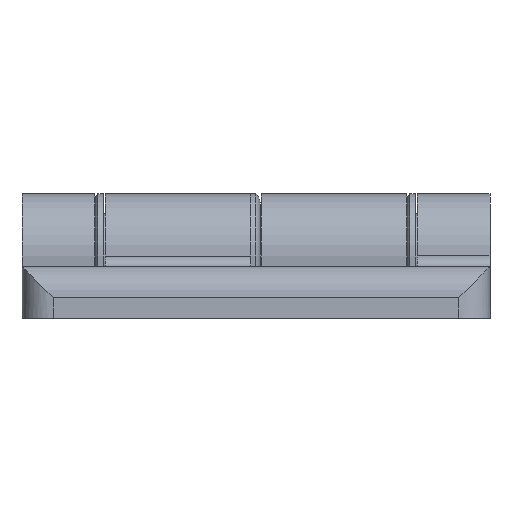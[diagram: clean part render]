
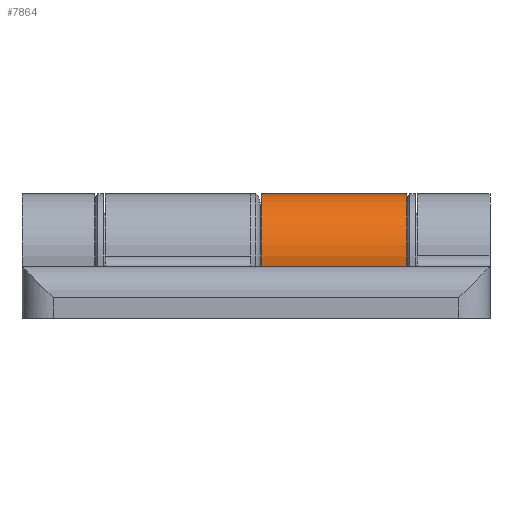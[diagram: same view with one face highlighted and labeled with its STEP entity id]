
A CAD part, left-side view. The second image highlights one B-rep face of the part: STEP entity #7864.
In plain terms, the highlighted cylindrical face has radius 6 mm (diameter 12 mm), a partial arc.
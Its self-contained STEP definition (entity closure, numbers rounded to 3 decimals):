
#5854 = PLANE('',#5855);
#5855 = AXIS2_PLACEMENT_3D('',#5856,#5857,#5858);
#5856 = CARTESIAN_POINT('',(0.,-6.,22.5));
#5857 = DIRECTION('',(0.,1.,0.));
#5858 = DIRECTION('',(0.,-0.,1.));
#6980 = VERTEX_POINT('',#6981);
#6981 = CARTESIAN_POINT('',(0.,-6.,14.5));
#6995 = PLANE('',#6996);
#6996 = AXIS2_PLACEMENT_3D('',#6997,#6998,#6999);
#6997 = CARTESIAN_POINT('',(0.,0.,14.5));
#6998 = DIRECTION('',(0.,0.,1.));
#6999 = DIRECTION('',(1.,0.,-0.));
#7007 = EDGE_CURVE('',#6980,#7008,#7010,.T.);
#7008 = VERTEX_POINT('',#7009);
#7009 = CARTESIAN_POINT('',(0.,-6.,0.5));
#7010 = SURFACE_CURVE('',#7011,(#7015,#7022),.PCURVE_S1.);
#7011 = LINE('',#7012,#7013);
#7012 = CARTESIAN_POINT('',(0.,-6.,22.5));
#7013 = VECTOR('',#7014,1.);
#7014 = DIRECTION('',(0.,0.,-1.));
#7015 = PCURVE('',#5854,#7016);
#7016 = DEFINITIONAL_REPRESENTATION('',(#7017),#7021);
#7017 = LINE('',#7018,#7019);
#7018 = CARTESIAN_POINT('',(0.,0.));
#7019 = VECTOR('',#7020,1.);
#7020 = DIRECTION('',(-1.,0.));
#7021 = ( GEOMETRIC_REPRESENTATION_CONTEXT(2) 
PARAMETRIC_REPRESENTATION_CONTEXT() REPRESENTATION_CONTEXT('2D SPACE',''
  ) );
#7022 = PCURVE('',#7023,#7028);
#7023 = CYLINDRICAL_SURFACE('',#7024,6.);
#7024 = AXIS2_PLACEMENT_3D('',#7025,#7026,#7027);
#7025 = CARTESIAN_POINT('',(0.,0.,22.5));
#7026 = DIRECTION('',(0.,0.,-1.));
#7027 = DIRECTION('',(-1.,0.,0.));
#7028 = DEFINITIONAL_REPRESENTATION('',(#7029),#7033);
#7029 = LINE('',#7030,#7031);
#7030 = CARTESIAN_POINT('',(-1.571,0.));
#7031 = VECTOR('',#7032,1.);
#7032 = DIRECTION('',(0.,1.));
#7033 = ( GEOMETRIC_REPRESENTATION_CONTEXT(2) 
PARAMETRIC_REPRESENTATION_CONTEXT() REPRESENTATION_CONTEXT('2D SPACE',''
  ) );
#7051 = PLANE('',#7052);
#7052 = AXIS2_PLACEMENT_3D('',#7053,#7054,#7055);
#7053 = CARTESIAN_POINT('',(0.,0.,0.5));
#7054 = DIRECTION('',(0.,0.,1.));
#7055 = DIRECTION('',(1.,0.,-0.));
#7777 = CYLINDRICAL_SURFACE('',#7778,1.);
#7778 = AXIS2_PLACEMENT_3D('',#7779,#7780,#7781);
#7779 = CARTESIAN_POINT('',(7.,0.,22.5));
#7780 = DIRECTION('',(0.,0.,-1.));
#7781 = DIRECTION('',(-1.,0.,0.));
#7797 = VERTEX_POINT('',#7798);
#7798 = CARTESIAN_POINT('',(6.,0.,14.5));
#7820 = EDGE_CURVE('',#7797,#7821,#7823,.T.);
#7821 = VERTEX_POINT('',#7822);
#7822 = CARTESIAN_POINT('',(6.,0.,0.5));
#7823 = SURFACE_CURVE('',#7824,(#7828,#7835),.PCURVE_S1.);
#7824 = LINE('',#7825,#7826);
#7825 = CARTESIAN_POINT('',(6.,0.,22.5));
#7826 = VECTOR('',#7827,1.);
#7827 = DIRECTION('',(0.,0.,-1.));
#7828 = PCURVE('',#7777,#7829);
#7829 = DEFINITIONAL_REPRESENTATION('',(#7830),#7834);
#7830 = LINE('',#7831,#7832);
#7831 = CARTESIAN_POINT('',(6.283,0.));
#7832 = VECTOR('',#7833,1.);
#7833 = DIRECTION('',(0.,1.));
#7834 = ( GEOMETRIC_REPRESENTATION_CONTEXT(2) 
PARAMETRIC_REPRESENTATION_CONTEXT() REPRESENTATION_CONTEXT('2D SPACE',''
  ) );
#7835 = PCURVE('',#7023,#7836);
#7836 = DEFINITIONAL_REPRESENTATION('',(#7837),#7841);
#7837 = LINE('',#7838,#7839);
#7838 = CARTESIAN_POINT('',(3.142,0.));
#7839 = VECTOR('',#7840,1.);
#7840 = DIRECTION('',(0.,1.));
#7841 = ( GEOMETRIC_REPRESENTATION_CONTEXT(2) 
PARAMETRIC_REPRESENTATION_CONTEXT() REPRESENTATION_CONTEXT('2D SPACE',''
  ) );
#7864 = ADVANCED_FACE('',(#7865),#7023,.T.);
#7865 = FACE_BOUND('',#7866,.T.);
#7866 = EDGE_LOOP('',(#7867,#7868,#7890,#7891));
#7867 = ORIENTED_EDGE('',*,*,#7820,.T.);
#7868 = ORIENTED_EDGE('',*,*,#7869,.T.);
#7869 = EDGE_CURVE('',#7821,#7008,#7870,.T.);
#7870 = SURFACE_CURVE('',#7871,(#7876,#7883),.PCURVE_S1.);
#7871 = CIRCLE('',#7872,6.);
#7872 = AXIS2_PLACEMENT_3D('',#7873,#7874,#7875);
#7873 = CARTESIAN_POINT('',(0.,0.,0.5));
#7874 = DIRECTION('',(0.,0.,1.));
#7875 = DIRECTION('',(1.,0.,-0.));
#7876 = PCURVE('',#7023,#7877);
#7877 = DEFINITIONAL_REPRESENTATION('',(#7878),#7882);
#7878 = LINE('',#7879,#7880);
#7879 = CARTESIAN_POINT('',(3.142,22.));
#7880 = VECTOR('',#7881,1.);
#7881 = DIRECTION('',(-1.,0.));
#7882 = ( GEOMETRIC_REPRESENTATION_CONTEXT(2) 
PARAMETRIC_REPRESENTATION_CONTEXT() REPRESENTATION_CONTEXT('2D SPACE',''
  ) );
#7883 = PCURVE('',#7051,#7884);
#7884 = DEFINITIONAL_REPRESENTATION('',(#7885),#7889);
#7885 = CIRCLE('',#7886,6.);
#7886 = AXIS2_PLACEMENT_2D('',#7887,#7888);
#7887 = CARTESIAN_POINT('',(0.,0.));
#7888 = DIRECTION('',(1.,0.));
#7889 = ( GEOMETRIC_REPRESENTATION_CONTEXT(2) 
PARAMETRIC_REPRESENTATION_CONTEXT() REPRESENTATION_CONTEXT('2D SPACE',''
  ) );
#7890 = ORIENTED_EDGE('',*,*,#7007,.F.);
#7891 = ORIENTED_EDGE('',*,*,#7892,.F.);
#7892 = EDGE_CURVE('',#7797,#6980,#7893,.T.);
#7893 = SURFACE_CURVE('',#7894,(#7899,#7906),.PCURVE_S1.);
#7894 = CIRCLE('',#7895,6.);
#7895 = AXIS2_PLACEMENT_3D('',#7896,#7897,#7898);
#7896 = CARTESIAN_POINT('',(0.,0.,14.5));
#7897 = DIRECTION('',(0.,0.,1.));
#7898 = DIRECTION('',(1.,0.,-0.));
#7899 = PCURVE('',#7023,#7900);
#7900 = DEFINITIONAL_REPRESENTATION('',(#7901),#7905);
#7901 = LINE('',#7902,#7903);
#7902 = CARTESIAN_POINT('',(3.142,8.));
#7903 = VECTOR('',#7904,1.);
#7904 = DIRECTION('',(-1.,0.));
#7905 = ( GEOMETRIC_REPRESENTATION_CONTEXT(2) 
PARAMETRIC_REPRESENTATION_CONTEXT() REPRESENTATION_CONTEXT('2D SPACE',''
  ) );
#7906 = PCURVE('',#6995,#7907);
#7907 = DEFINITIONAL_REPRESENTATION('',(#7908),#7912);
#7908 = CIRCLE('',#7909,6.);
#7909 = AXIS2_PLACEMENT_2D('',#7910,#7911);
#7910 = CARTESIAN_POINT('',(0.,0.));
#7911 = DIRECTION('',(1.,0.));
#7912 = ( GEOMETRIC_REPRESENTATION_CONTEXT(2) 
PARAMETRIC_REPRESENTATION_CONTEXT() REPRESENTATION_CONTEXT('2D SPACE',''
  ) );
